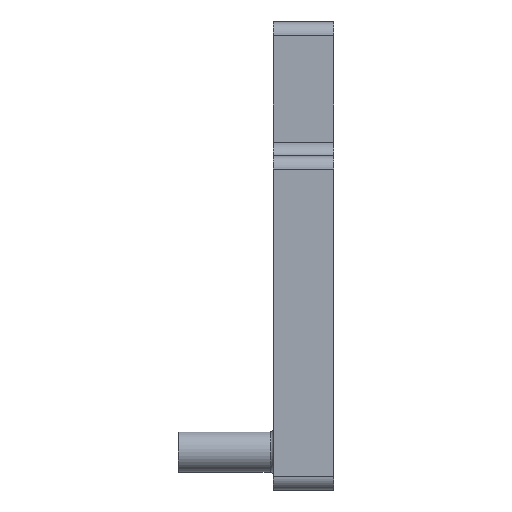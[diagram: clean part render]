
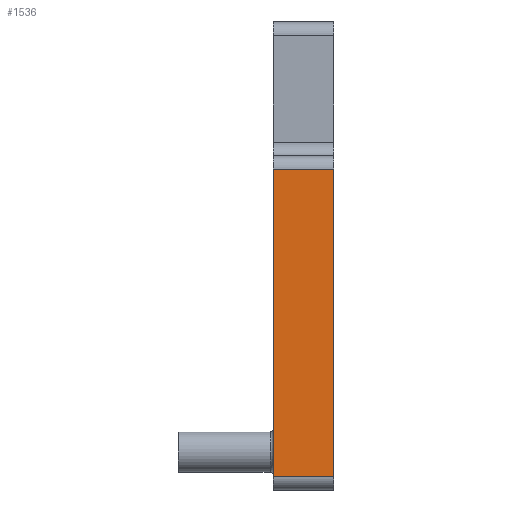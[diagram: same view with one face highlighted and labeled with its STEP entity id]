
A CAD part, left-side view. The second image highlights one B-rep face of the part: STEP entity #1536.
In plain terms, the highlighted planar face has unit normal (-1, 0, 0).
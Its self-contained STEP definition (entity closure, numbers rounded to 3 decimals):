
#130=FACE_OUTER_BOUND('',#220,.T.);
#220=EDGE_LOOP('',(#1171,#1172,#1173,#1174));
#334=LINE('',#2419,#454);
#335=LINE('',#2425,#455);
#355=LINE('',#2529,#475);
#356=LINE('',#2530,#476);
#454=VECTOR('',#1921,1000.);
#455=VECTOR('',#1926,1000.);
#475=VECTOR('',#2032,1000.);
#476=VECTOR('',#2033,1000.);
#686=VERTEX_POINT('',#2413);
#688=VERTEX_POINT('',#2417);
#689=VERTEX_POINT('',#2421);
#691=VERTEX_POINT('',#2424);
#858=EDGE_CURVE('',#686,#688,#334,.T.);
#860=EDGE_CURVE('',#691,#689,#335,.T.);
#909=EDGE_CURVE('',#688,#691,#355,.T.);
#910=EDGE_CURVE('',#686,#689,#356,.T.);
#1171=ORIENTED_EDGE('',*,*,#909,.T.);
#1172=ORIENTED_EDGE('',*,*,#860,.T.);
#1173=ORIENTED_EDGE('',*,*,#910,.F.);
#1174=ORIENTED_EDGE('',*,*,#858,.T.);
#1482=PLANE('',#1689);
#1536=ADVANCED_FACE('',(#130),#1482,.F.);
#1689=AXIS2_PLACEMENT_3D('',#2528,#2030,#2031);
#1921=DIRECTION('',(0.,-1.,0.));
#1926=DIRECTION('',(0.,1.,0.));
#2030=DIRECTION('center_axis',(1.,0.,0.));
#2031=DIRECTION('ref_axis',(0.,0.,-1.));
#2032=DIRECTION('',(0.,0.,1.));
#2033=DIRECTION('',(0.,0.,1.));
#2413=CARTESIAN_POINT('',(-13.5,9.,-68.));
#2417=CARTESIAN_POINT('',(-13.5,0.,-68.));
#2419=CARTESIAN_POINT('',(-13.5,9.,-68.));
#2421=CARTESIAN_POINT('',(-13.5,9.,-22.));
#2424=CARTESIAN_POINT('',(-13.5,0.,-22.));
#2425=CARTESIAN_POINT('',(-13.5,9.,-22.));
#2528=CARTESIAN_POINT('Origin',(-13.5,9.,-70.));
#2529=CARTESIAN_POINT('',(-13.5,0.,-70.));
#2530=CARTESIAN_POINT('',(-13.5,9.,-70.));
